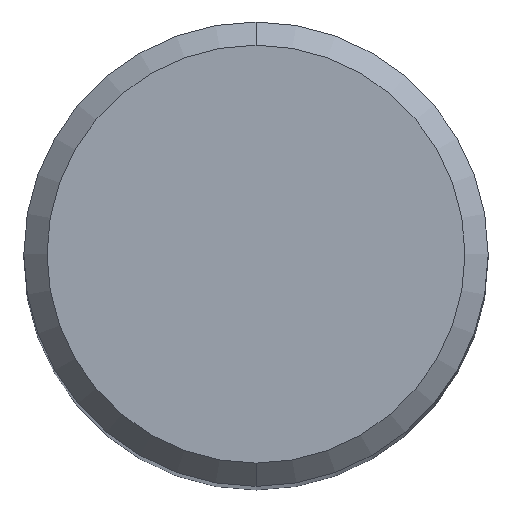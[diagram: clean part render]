
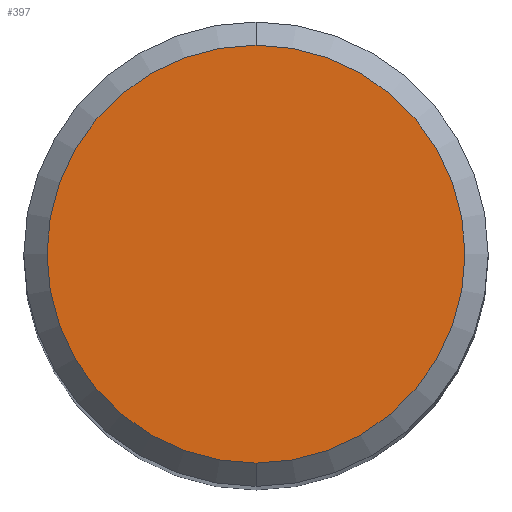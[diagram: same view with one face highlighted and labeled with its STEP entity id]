
A CAD part, top view. The second image highlights one B-rep face of the part: STEP entity #397.
In plain terms, the highlighted planar face has unit normal (0, 0, 1).
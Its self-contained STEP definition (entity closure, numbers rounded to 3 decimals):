
#213=VERTEX_POINT('',#523);
#337=VERTEX_POINT('',#662);
#373=EDGE_CURVE('',#213,#337,#700,.T.);
#397=ADVANCED_FACE('',(#728),#729,.T.);
#403=EDGE_CURVE('',#337,#213,#735,.T.);
#523=CARTESIAN_POINT('',(0.0,3.6,0.0));
#662=CARTESIAN_POINT('',(0.,-3.6,0.0));
#700=CIRCLE('',#1278,3.6);
#728=FACE_OUTER_BOUND('',#1314,.T.);
#729=PLANE('',#1315);
#735=CIRCLE('',#1324,3.6);
#1278=AXIS2_PLACEMENT_3D('',#1687,#1688,#1689);
#1314=EDGE_LOOP('',(#1735,#1736));
#1315=AXIS2_PLACEMENT_3D('',#1737,#1738,#1739);
#1324=AXIS2_PLACEMENT_3D('',#1746,#1747,#1748);
#1687=CARTESIAN_POINT('',(0.0,0.0,0.0));
#1688=DIRECTION('',(0.0,0.0,-1.0));
#1689=DIRECTION('',(0.0,1.0,0.0));
#1735=ORIENTED_EDGE('',*,*,#373,.F.);
#1736=ORIENTED_EDGE('',*,*,#403,.F.);
#1737=CARTESIAN_POINT('',(0.0,1.8,0.0));
#1738=DIRECTION('',(-0.0,0.0,1.0));
#1739=DIRECTION('',(0.0,-1.0,0.0));
#1746=CARTESIAN_POINT('',(0.0,0.0,0.0));
#1747=DIRECTION('',(0.0,0.0,-1.0));
#1748=DIRECTION('',(0.0,1.0,0.0));
